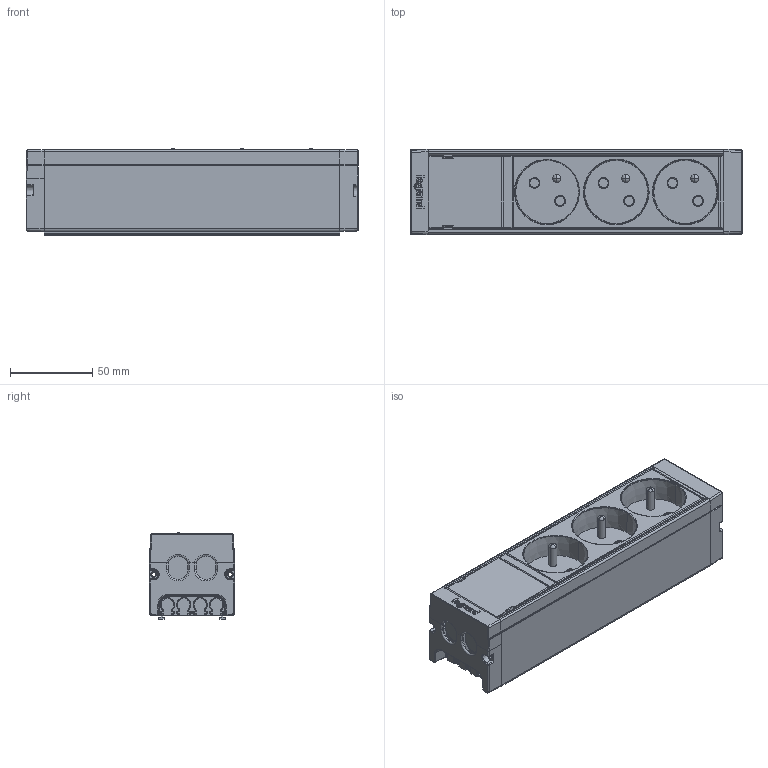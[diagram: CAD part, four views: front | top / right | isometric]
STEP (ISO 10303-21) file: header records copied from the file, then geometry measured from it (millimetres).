
FILE_DESCRIPTION(('CATIA V5 STEP Exchange','CAx-IF Rec.Pracs.--- Model Styling and Organization---1.5--- 2016-08-15','CAx-IF Rec.Pracs.---Supplemental Geometry---1.0---2011-11-01','CAx-IF Rec.Pracs.--- Composite Materials ---1.1---2010-07-15'),'2;1');
FILE_NAME('073400.stp','2022-11-15T15:08:53+00:00',('none'),('none'),'CATIA Version 5-6 Release 2020 SP3','CATIA V5 STEP AP214 v2','none');
FILE_SCHEMA(('AUTOMOTIVE_DESIGN { 1 0 10303 214 1 1 1 1 }'));
Products named in the file (1): 073400
Bounding box: 202 x 52 x 52.8 mm (x, y, z)
Volume: 96053.8 mm3; surface area: 140540.6 mm2
Topology: 10 solids, 10 shells, 5120 faces, 13732 edges, 8420 vertices
Faces by surface type: plane 1915, cylinder 1602, bspline 748, revolution 414, cone 160, sphere 156, torus 111, extrusion 14
Entity records: 190763 total; most frequent: CARTESIAN_POINT 80461, ORIENTED_EDGE 26942, DIRECTION 15786, EDGE_CURVE 13471, VERTEX_POINT 8420, VECTOR 6892, LINE 6878, AXIS2_PLACEMENT_3D 5448
